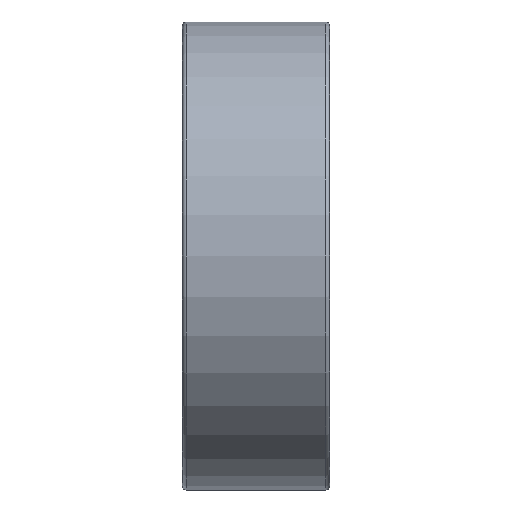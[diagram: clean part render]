
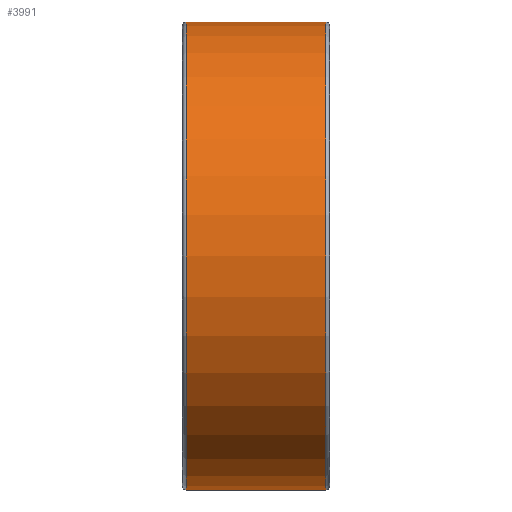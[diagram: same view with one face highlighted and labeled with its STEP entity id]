
A CAD part, front view. The second image highlights one B-rep face of the part: STEP entity #3991.
In plain terms, the highlighted cylindrical face has radius 17.5 mm (diameter 35 mm), a partial arc.
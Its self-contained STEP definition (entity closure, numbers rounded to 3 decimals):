
#305 = DIRECTION ( 'NONE',  ( 1., 0., 0. ) ) ;
#538 = AXIS2_PLACEMENT_3D ( 'NONE', #5264, #305, #1897 ) ;
#928 = VERTEX_POINT ( 'NONE', #5907 ) ;
#976 = CYLINDRICAL_SURFACE ( 'NONE', #2816, 17.5 ) ;
#981 = EDGE_LOOP ( 'NONE', ( #1959, #6018, #2210, #4874 ) ) ;
#1533 = EDGE_CURVE ( 'NONE', #3745, #928, #4203, .T. ) ;
#1562 = CARTESIAN_POINT ( 'NONE',  ( 10.7, 0., -17.5 ) ) ;
#1897 = DIRECTION ( 'NONE',  ( 0., 0., -1. ) ) ;
#1959 = ORIENTED_EDGE ( 'NONE', *, *, #2190, .F. ) ;
#2190 = EDGE_CURVE ( 'NONE', #3745, #6196, #5686, .T. ) ;
#2210 = ORIENTED_EDGE ( 'NONE', *, *, #5281, .T. ) ;
#2313 = DIRECTION ( 'NONE',  ( -1., 0., 0. ) ) ;
#2351 = VERTEX_POINT ( 'NONE', #4777 ) ;
#2542 = CARTESIAN_POINT ( 'NONE',  ( 0., 0., 17.5 ) ) ;
#2654 = CARTESIAN_POINT ( 'NONE',  ( 10.7, 0., 0. ) ) ;
#2816 = AXIS2_PLACEMENT_3D ( 'NONE', #3016, #4227, #6933 ) ;
#3016 = CARTESIAN_POINT ( 'NONE',  ( 0., 0., 0. ) ) ;
#3745 = VERTEX_POINT ( 'NONE', #1562 ) ;
#3991 = ADVANCED_FACE ( 'NONE', ( #4730 ), #976, .T. ) ;
#4058 = CARTESIAN_POINT ( 'NONE',  ( 0., 0., -17.5 ) ) ;
#4122 = VECTOR ( 'NONE', #2313, 1000. ) ;
#4203 = CIRCLE ( 'NONE', #6398, 17.5 ) ;
#4227 = DIRECTION ( 'NONE',  ( -1., 0., 0. ) ) ;
#4318 = DIRECTION ( 'NONE',  ( -1., 0., 0. ) ) ;
#4730 = FACE_OUTER_BOUND ( 'NONE', #981, .T. ) ;
#4777 = CARTESIAN_POINT ( 'NONE',  ( 0.3, 0., 17.5 ) ) ;
#4834 = CIRCLE ( 'NONE', #538, 17.5 ) ;
#4866 = LINE ( 'NONE', #2542, #5617 ) ;
#4874 = ORIENTED_EDGE ( 'NONE', *, *, #6230, .T. ) ;
#5264 = CARTESIAN_POINT ( 'NONE',  ( 0.3, 0., 0. ) ) ;
#5281 = EDGE_CURVE ( 'NONE', #928, #2351, #4866, .T. ) ;
#5617 = VECTOR ( 'NONE', #6993, 1000. ) ;
#5686 = LINE ( 'NONE', #4058, #4122 ) ;
#5879 = DIRECTION ( 'NONE',  ( 0., 0., 1. ) ) ;
#5907 = CARTESIAN_POINT ( 'NONE',  ( 10.7, 0., 17.5 ) ) ;
#6018 = ORIENTED_EDGE ( 'NONE', *, *, #1533, .T. ) ;
#6196 = VERTEX_POINT ( 'NONE', #7138 ) ;
#6230 = EDGE_CURVE ( 'NONE', #2351, #6196, #4834, .T. ) ;
#6398 = AXIS2_PLACEMENT_3D ( 'NONE', #2654, #4318, #5879 ) ;
#6933 = DIRECTION ( 'NONE',  ( 0., 0., 1. ) ) ;
#6993 = DIRECTION ( 'NONE',  ( -1., 0., 0. ) ) ;
#7138 = CARTESIAN_POINT ( 'NONE',  ( 0.3, 0., -17.5 ) ) ;
